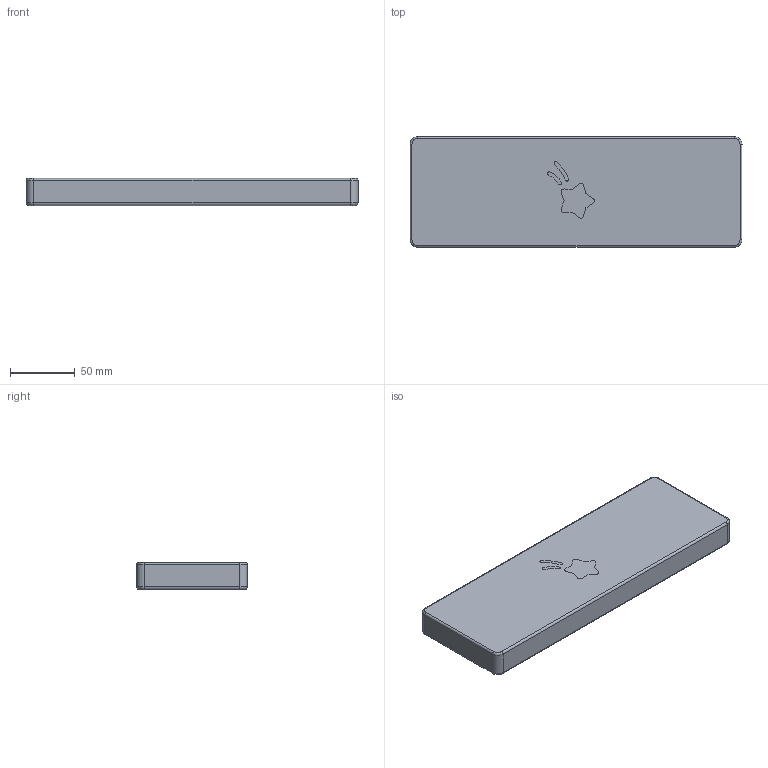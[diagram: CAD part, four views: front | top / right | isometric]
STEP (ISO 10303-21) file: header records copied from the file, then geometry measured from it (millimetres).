
FILE_DESCRIPTION(/* description */ ('STEP AP242','CAx-IF Rec.Pracs.---Representation and Presentation of Product Manufacturing Information (PMI)---4.0---2014-10-13','CAx-IF Rec.Pracs.---3D Tessellated Geometry---0.4---2014-09-14','2;1'),/* implementation_level */ '2;1');
FILE_NAME(/* name */ '677f3208018ce208ad649a1b',/* time_stamp */ '2025-01-09T02:18:49Z',/* author */ (''),/* organization */ (''),/* preprocessor_version */ 'ST-DEVELOPER v20',/* originating_system */ 'ONSHAPE BY PTC INC, 1.191',/* authorisation */ ' ');
FILE_SCHEMA (('AP242_MANAGED_MODEL_BASED_3D_ENGINEERING_MIM_LF { 1 0 10303 442 1 1 4 }'));
Length unit declared in the file: metre
Products named in the file (4): Part 3; Part 1; Part 4; Part 2
Bounding box: 257.06 x 85.66 x 21 mm (x, y, z)
Volume: 47854 mm3; surface area: 71565.6 mm2
Topology: 4 solids, 4 shells, 99 faces, 241 edges, 153 vertices
Faces by surface type: cylinder 42, plane 39, bspline 10, torus 8
Entity records: 3042 total; most frequent: CARTESIAN_POINT 615, DIRECTION 492, ORIENTED_EDGE 482, EDGE_CURVE 241, AXIS2_PLACEMENT_3D 180, VERTEX_POINT 153, LINE 132, VECTOR 132
